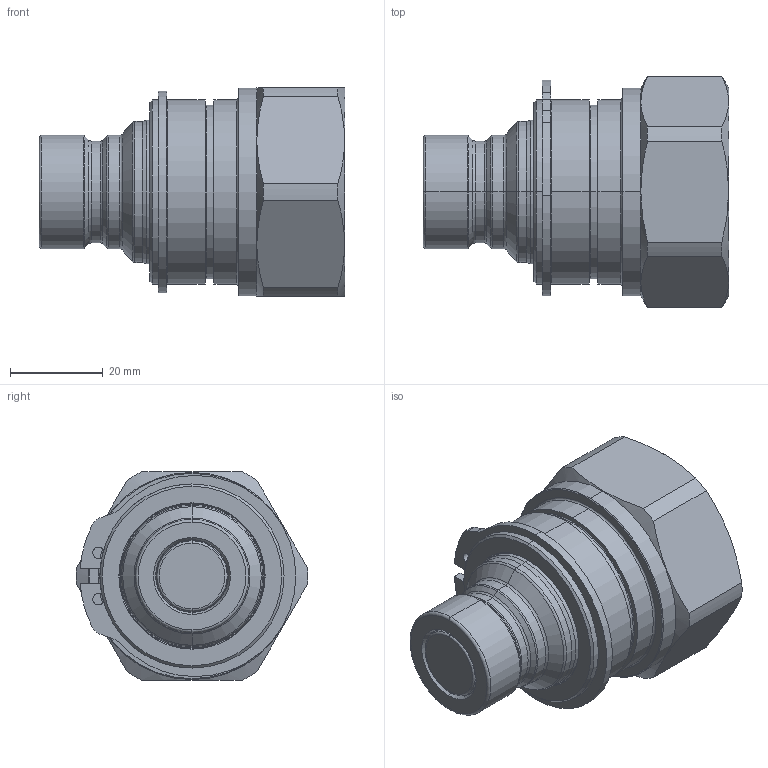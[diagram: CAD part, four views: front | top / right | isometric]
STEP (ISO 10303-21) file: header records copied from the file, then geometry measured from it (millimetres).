
FILE_DESCRIPTION (( 'STEP AP214' ), '1' );
FILE_NAME ('FEMP-502-8FB.STEP', '2015-08-27T14:46:25', ( 'admin' ), ( 'Microsoft' ), 'SwSTEP 2.0', 'SolidWorks 2009', '' );
FILE_SCHEMA (( 'AUTOMOTIVE_DESIGN' ));
Length unit declared in the file: millimetre
Products named in the file (1): FEMP-502-8FB
Bounding box: 66.1 x 49.99 x 45 mm (x, y, z)
Volume: 71095 mm3; surface area: 13373.6 mm2
Topology: 1 solids, 1 shells, 123 faces, 284 edges, 170 vertices
Faces by surface type: cylinder 48, plane 26, torus 25, cone 24
Entity records: 3653 total; most frequent: CARTESIAN_POINT 734, DIRECTION 684, ORIENTED_EDGE 568, AXIS2_PLACEMENT_3D 296, EDGE_CURVE 284, CIRCLE 172, VERTEX_POINT 170, EDGE_LOOP 134
